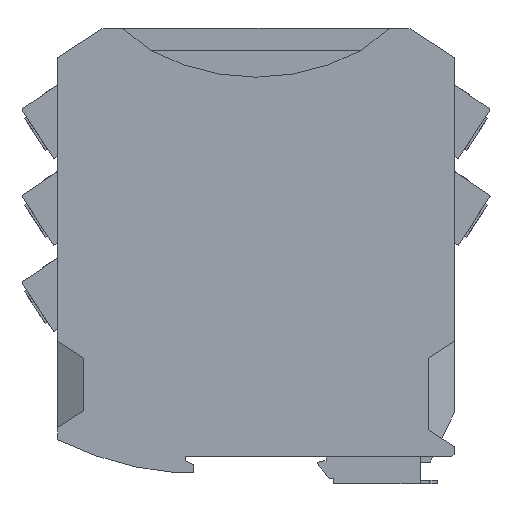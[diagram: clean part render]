
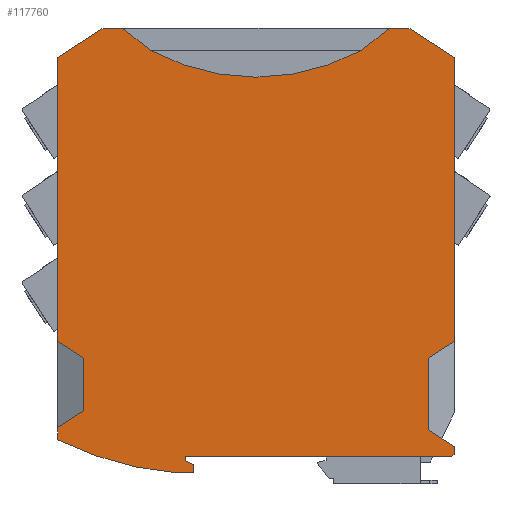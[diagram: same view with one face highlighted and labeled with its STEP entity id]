
A CAD part, left-side view. The second image highlights one B-rep face of the part: STEP entity #117760.
In plain terms, the highlighted planar face has unit normal (-1, 0, 0).
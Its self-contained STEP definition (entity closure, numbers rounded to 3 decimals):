
#2270=CARTESIAN_POINT('',(0.,0.731,
6.7));
#2280=VERTEX_POINT('',#2270);
#2330=CARTESIAN_POINT('',(0.,49.5,
-24.971));
#2340=DIRECTION('',(0.,-0.839,
0.545));
#2350=VECTOR('',#2340,1.);
#2360=LINE('',#2330,#2350);
#2370=CARTESIAN_POINT('',(0.,0.,
7.175));
#2380=VERTEX_POINT('',#2370);
#2390=EDGE_CURVE('',#2280,#2380,#2360,.T.);
#9420=CARTESIAN_POINT('',(0.,99.,
106.362));
#9430=VERTEX_POINT('',#9420);
#9480=CARTESIAN_POINT('',(0.,99.,
-45.7));
#9490=DIRECTION('',(0.,0.,-1.));
#9500=VECTOR('',#9490,1.);
#9510=LINE('',#9480,#9500);
#9520=CARTESIAN_POINT('',(0.,99.,
35.6));
#9530=VERTEX_POINT('',#9520);
#9540=EDGE_CURVE('',#9430,#9530,#9510,.T.);
#9760=CARTESIAN_POINT('',(0.,99.,
14.));
#9770=VERTEX_POINT('',#9760);
#9800=CARTESIAN_POINT('',(0.,99.,
-45.7));
#9810=DIRECTION('',(0.,0.,-1.));
#9820=VECTOR('',#9810,1.);
#9830=LINE('',#9800,#9820);
#9840=CARTESIAN_POINT('',(0.,99.,
11.008));
#9850=VERTEX_POINT('',#9840);
#9860=EDGE_CURVE('',#9770,#9850,#9830,.T.);
#13310=CARTESIAN_POINT('',(0.,67.,
5.7));
#13320=VERTEX_POINT('',#13310);
#13490=CARTESIAN_POINT('',(0.,65.,
4.767));
#13500=VERTEX_POINT('',#13490);
#13530=CARTESIAN_POINT('',(0.,49.5,
-2.46));
#13540=DIRECTION('',(0.,0.906,
0.423));
#13550=VECTOR('',#13540,1.);
#13560=LINE('',#13530,#13550);
#13570=EDGE_CURVE('',#13500,#13320,#13560,.T.);
#13870=CARTESIAN_POINT('',(0.,65.,
2.7));
#13880=VERTEX_POINT('',#13870);
#13910=CARTESIAN_POINT('',(0.,65.,
-45.7));
#13920=DIRECTION('',(0.,0.,1.));
#13930=VECTOR('',#13920,1.);
#13940=LINE('',#13910,#13930);
#13950=EDGE_CURVE('',#13880,#13500,#13940,.T.);
#14620=CARTESIAN_POINT('',(0.,92.5,
31.379));
#14630=VERTEX_POINT('',#14620);
#14670=CARTESIAN_POINT('',(0.,49.5,
3.454));
#14680=DIRECTION('',(0.,-0.839,
-0.545));
#14690=VECTOR('',#14680,1.);
#14700=LINE('',#14670,#14690);
#14710=EDGE_CURVE('',#9530,#14630,#14700,.T.);
#14920=CARTESIAN_POINT('',(0.,0.,
106.362));
#14930=VERTEX_POINT('',#14920);
#15260=CARTESIAN_POINT('',(0.,0.,
35.6));
#15270=VERTEX_POINT('',#15260);
#15300=CARTESIAN_POINT('',(0.,0.,
-45.7));
#15310=DIRECTION('',(0.,0.,-1.));
#15320=VECTOR('',#15310,1.);
#15330=LINE('',#15300,#15320);
#15340=EDGE_CURVE('',#14930,#15270,#15330,.T.);
#19990=CARTESIAN_POINT('',(0.,69.32,
2.7));
#20000=VERTEX_POINT('',#19990);
#20130=CARTESIAN_POINT('',(0.,63.,
82.45));
#20140=DIRECTION('',(1.,0.,0.));
#20150=DIRECTION('',(0.,-1.,0.));
#20160=AXIS2_PLACEMENT_3D('',#20130,#20140,#20150);
#20170=CIRCLE('',#20160,80.);
#20180=EDGE_CURVE('',#20000,#9850,#20170,.T.);
#20430=CARTESIAN_POINT('',(0.,49.5,
2.7));
#20440=DIRECTION('',(0.,-1.,0.));
#20450=VECTOR('',#20440,1.);
#20460=LINE('',#20430,#20450);
#20470=EDGE_CURVE('',#20000,#13880,#20460,.T.);
#22590=CARTESIAN_POINT('',(0.,0.,
-45.7));
#22600=DIRECTION('',(0.,0.,1.));
#22610=VECTOR('',#22600,1.);
#22620=LINE('',#22590,#22610);
#22630=CARTESIAN_POINT('',(0.,0.,
9.2));
#22640=VERTEX_POINT('',#22630);
#22650=EDGE_CURVE('',#2380,#22640,#22620,.T.);
#22880=CARTESIAN_POINT('',(0.,92.5,
18.221));
#22890=VERTEX_POINT('',#22880);
#22920=CARTESIAN_POINT('',(0.,49.5,
46.146));
#22930=DIRECTION('',(0.,0.839,
-0.545));
#22940=VECTOR('',#22930,1.);
#22950=LINE('',#22920,#22940);
#22960=EDGE_CURVE('',#22890,#9770,#22950,.T.);
#24410=CARTESIAN_POINT('',(0.,67.,
6.7));
#24420=VERTEX_POINT('',#24410);
#24470=CARTESIAN_POINT('',(0.,67.,
-45.7));
#24480=DIRECTION('',(0.,0.,1.));
#24490=VECTOR('',#24480,1.);
#24500=LINE('',#24470,#24490);
#24510=EDGE_CURVE('',#13320,#24420,#24500,.T.);
#24880=CARTESIAN_POINT('',(0.,92.5,
-45.7));
#24890=DIRECTION('',(0.,0.,-1.));
#24900=VECTOR('',#24890,1.);
#24910=LINE('',#24880,#24900);
#24920=EDGE_CURVE('',#14630,#22890,#24910,.T.);
#25410=CARTESIAN_POINT('',(0.,49.5,
6.7));
#25420=DIRECTION('',(0.,1.,0.));
#25430=VECTOR('',#25420,1.);
#25440=LINE('',#25410,#25430);
#25450=EDGE_CURVE('',#2280,#24420,#25440,.T.);
#25860=CARTESIAN_POINT('',(0.,6.5,
13.421));
#25870=VERTEX_POINT('',#25860);
#25900=CARTESIAN_POINT('',(0.,6.5,
-45.7));
#25910=DIRECTION('',(0.,0.,-1.));
#25920=VECTOR('',#25910,1.);
#25930=LINE('',#25900,#25920);
#25940=CARTESIAN_POINT('',(0.,6.5,
31.379));
#25950=VERTEX_POINT('',#25940);
#25960=EDGE_CURVE('',#25950,#25870,#25930,.T.);
#26370=CARTESIAN_POINT('',(0.,49.5,
3.454));
#26380=DIRECTION('',(0.,-0.839,
0.545));
#26390=VECTOR('',#26380,1.);
#26400=LINE('',#26370,#26390);
#26410=EDGE_CURVE('',#25950,#15270,#26400,.T.);
#26560=CARTESIAN_POINT('',(0.,49.5,
41.346));
#26570=DIRECTION('',(0.,0.839,
0.545));
#26580=VECTOR('',#26570,1.);
#26590=LINE('',#26560,#26580);
#26600=EDGE_CURVE('',#22640,#25870,#26590,.T.);
#26920=CARTESIAN_POINT('',(0.,82.826,
113.7));
#26930=VERTEX_POINT('',#26920);
#26960=CARTESIAN_POINT('',(0.,49.5,
113.7));
#26970=DIRECTION('',(0.,1.,0.));
#26980=VECTOR('',#26970,1.);
#26990=LINE('',#26960,#26980);
#27000=CARTESIAN_POINT('',(0.,87.7,
113.7));
#27010=VERTEX_POINT('',#27000);
#27020=EDGE_CURVE('',#26930,#27010,#26990,.T.);
#67030=CARTESIAN_POINT('',(0.,23.155,
108.25));
#67040=VERTEX_POINT('',#67030);
#67190=CARTESIAN_POINT('',(0.,75.85,
108.25));
#67200=VERTEX_POINT('',#67190);
#67870=CARTESIAN_POINT('',(0.,23.219,
108.2));
#67880=VERTEX_POINT('',#67870);
#67930=CARTESIAN_POINT('',(0.,49.5,
87.667));
#67940=DIRECTION('',(0.,-0.788,
0.616));
#67950=VECTOR('',#67940,1.);
#67960=LINE('',#67930,#67950);
#67970=EDGE_CURVE('',#67880,#67040,#67960,.T.);
#68180=CARTESIAN_POINT('',(0.,75.798,
108.209));
#68190=VERTEX_POINT('',#68180);
#68240=CARTESIAN_POINT('',(0.,49.5,
156.393));
#68250=DIRECTION('',(-1.,0.,0.));
#68260=DIRECTION('',(0.,-1.,0.));
#68270=AXIS2_PLACEMENT_3D('',#68240,#68250,#68260);
#68280=CIRCLE('',#68270,54.893);
#68290=EDGE_CURVE('',#68190,#67880,#68280,.T.);
#68490=CARTESIAN_POINT('',(0.,49.5,
87.663));
#68500=DIRECTION('',(0.,-0.788,
-0.616));
#68510=VECTOR('',#68500,1.);
#68520=LINE('',#68490,#68510);
#68530=EDGE_CURVE('',#67200,#68190,#68520,.T.);
#68740=CARTESIAN_POINT('',(0.,16.18,
113.7));
#68750=VERTEX_POINT('',#68740);
#68780=CARTESIAN_POINT('',(0.,49.5,
87.667));
#68790=DIRECTION('',(0.,0.788,
-0.616));
#68800=VECTOR('',#68790,1.);
#68810=LINE('',#68780,#68800);
#68820=EDGE_CURVE('',#68750,#67040,#68810,.T.);
#68850=CARTESIAN_POINT('',(0.,49.5,
87.663));
#68860=DIRECTION('',(0.,0.788,
0.616));
#68870=VECTOR('',#68860,1.);
#68880=LINE('',#68850,#68870);
#68890=EDGE_CURVE('',#67200,#26930,#68880,.T.);
#72270=CARTESIAN_POINT('',(0.,11.3,
113.7));
#72280=VERTEX_POINT('',#72270);
#72310=EDGE_CURVE('',#72280,#68750,#26990,.T.);
#112330=CARTESIAN_POINT('',(0.,49.5,
138.507));
#112340=DIRECTION('',(0.,0.839,
-0.545));
#112350=VECTOR('',#112340,1.);
#112360=LINE('',#112330,#112350);
#112370=EDGE_CURVE('',#27010,#9430,#112360,.T.);
#115930=CARTESIAN_POINT('',(0.,49.5,
138.507));
#115940=DIRECTION('',(0.,0.839,
0.545));
#115950=VECTOR('',#115940,1.);
#115960=LINE('',#115930,#115950);
#115970=EDGE_CURVE('',#14930,#72280,#115960,.T.);
#117430=CARTESIAN_POINT('',(0.,66.243,
62.585));
#117440=DIRECTION('',(-1.,0.,0.));
#117450=DIRECTION('',(0.,-1.,0.));
#117460=AXIS2_PLACEMENT_3D('',#117430,#117440,#117450);
#117470=PLANE('',#117460);
#117480=ORIENTED_EDGE('',*,*,#112370,.T.);
#117490=ORIENTED_EDGE('',*,*,#27020,.T.);
#117500=ORIENTED_EDGE('',*,*,#68890,.T.);
#117510=ORIENTED_EDGE('',*,*,#68530,.F.);
#117520=ORIENTED_EDGE('',*,*,#68290,.F.);
#117530=ORIENTED_EDGE('',*,*,#67970,.F.);
#117540=ORIENTED_EDGE('',*,*,#68820,.T.);
#117550=ORIENTED_EDGE('',*,*,#72310,.T.);
#117560=ORIENTED_EDGE('',*,*,#115970,.T.);
#117570=ORIENTED_EDGE('',*,*,#15340,.F.);
#117580=ORIENTED_EDGE('',*,*,#26410,.T.);
#117590=ORIENTED_EDGE('',*,*,#25960,.F.);
#117600=ORIENTED_EDGE('',*,*,#26600,.T.);
#117610=ORIENTED_EDGE('',*,*,#22650,.T.);
#117620=ORIENTED_EDGE('',*,*,#2390,.T.);
#117630=ORIENTED_EDGE('',*,*,#25450,.F.);
#117640=ORIENTED_EDGE('',*,*,#24510,.T.);
#117650=ORIENTED_EDGE('',*,*,#13570,.T.);
#117660=ORIENTED_EDGE('',*,*,#13950,.T.);
#117670=ORIENTED_EDGE('',*,*,#20470,.T.);
#117680=ORIENTED_EDGE('',*,*,#20180,.F.);
#117690=ORIENTED_EDGE('',*,*,#9860,.T.);
#117700=ORIENTED_EDGE('',*,*,#22960,.T.);
#117710=ORIENTED_EDGE('',*,*,#24920,.T.);
#117720=ORIENTED_EDGE('',*,*,#14710,.T.);
#117730=ORIENTED_EDGE('',*,*,#9540,.T.);
#117740=EDGE_LOOP('',(#117730,#117720,#117710,#117700,#117690,#117680,
#117670,#117660,#117650,#117640,#117630,#117620,#117610,#117600,#117590,
#117580,#117570,#117560,#117550,#117540,#117530,#117520,#117510,#117500,
#117490,#117480));
#117750=FACE_OUTER_BOUND('',#117740,.T.);
#117760=ADVANCED_FACE('',(#117750),#117470,.T.);
